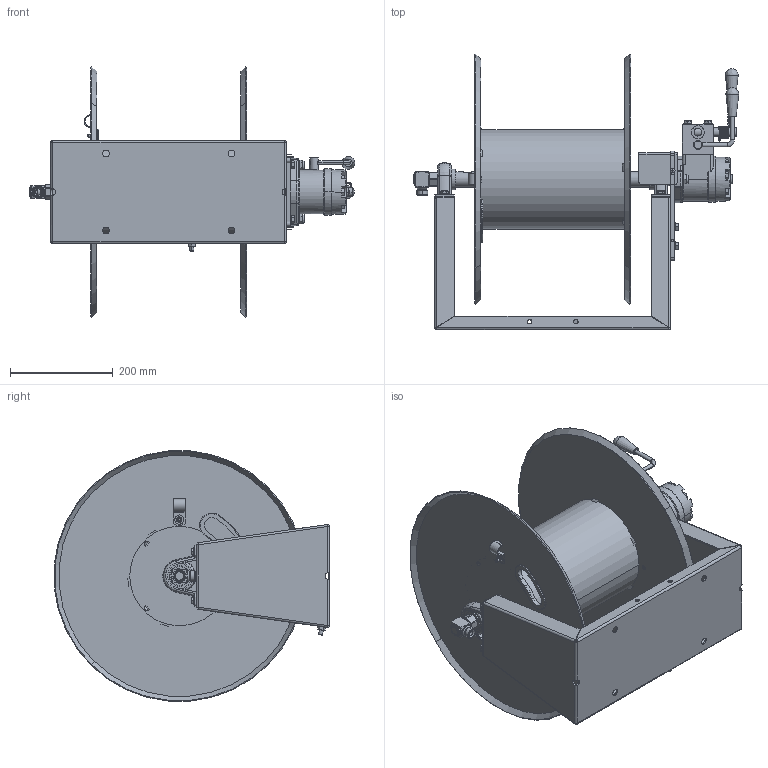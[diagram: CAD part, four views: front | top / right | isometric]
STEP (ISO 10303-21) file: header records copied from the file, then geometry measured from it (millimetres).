
FILE_DESCRIPTION((''),'2;1');
FILE_NAME('330_100_O_ASM','2020-12-23T',('CAD-01'),('CDM'),'PRO/ENGINEER BY PARAMETRIC TECHNOLOGY CORPORATION, 2015030','PRO/ENGINEER BY PARAMETRIC TECHNOLOGY CORPORATION, 2015030','');
FILE_SCHEMA(('CONFIG_CONTROL_DESIGN'));
Products named in the file (1): 330_100_O_ASM
Bounding box: 634.81 x 537.37 x 488.14 mm (x, y, z)
Surface area: 1731185.4 mm2 (no closed solid volume)
Topology: 0 solids, 155 shells, 1208 faces, 3994 edges, 2825 vertices
Faces by surface type: plane 498, cone 326, cylinder 241, bspline 63, torus 62, sphere 18
Entity records: 61264 total; most frequent: CARTESIAN_POINT 19123, DIRECTION 6901, ORIENTED_EDGE 6191, EDGE_CURVE 3972, VERTEX_POINT 2825, AXIS2_PLACEMENT_3D 2646, VECTOR 1609, LINE 1609
